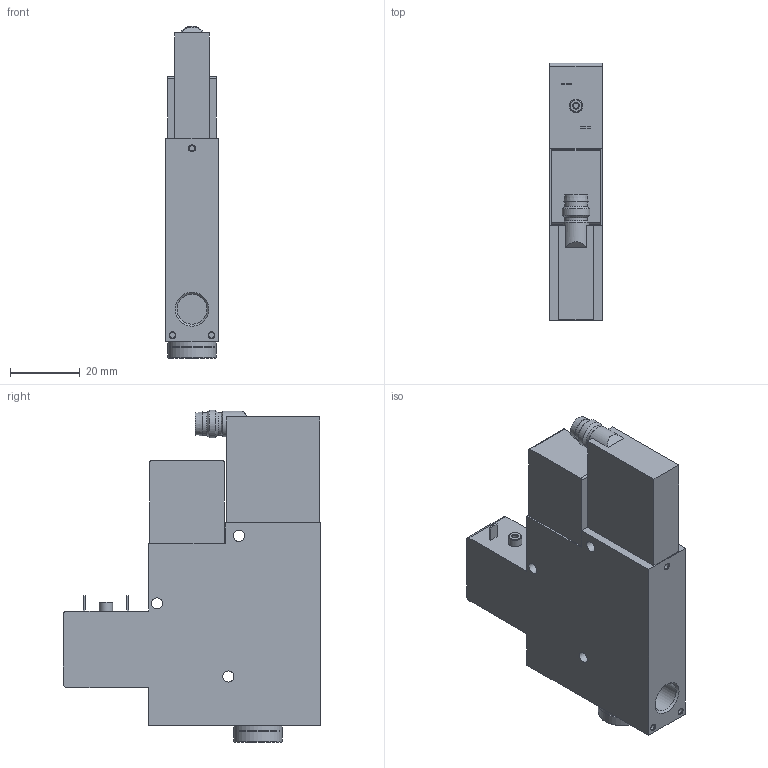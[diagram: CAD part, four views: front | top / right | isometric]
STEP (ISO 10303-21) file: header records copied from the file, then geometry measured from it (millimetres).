
FILE_DESCRIPTION(/* description */ ('STEP AP214'),/* implementation_level */ '2;1');
FILE_NAME(/* name */ '162515_VADM-70-N',/* time_stamp */ '2024-09-16T06:22:43+02:00',/* author */ ('License CC BY-ND 4.0'),/* organization */ ('CADENAS'),/* preprocessor_version */ 'ST-DEVELOPER v19.3',/* originating_system */ 'PARTsolutions',/* authorisation */ ' ');
FILE_SCHEMA (('AUTOMOTIVE_DESIGN {1 0 10303 214 3 1 1}'));
Length unit declared in the file: millimetre
Products named in the file (3): 162515 VADM-70-N---(0); 162515 VADM-70-N---(0_p); 3568 B-1/8
Assembly tree (2 placements, depth 2):
  162515 VADM-70-N---(0)
    162515 VADM-70-N---(0_p)
    3568 B-1/8
Bounding box: 15 x 73.9 x 95.3 mm (x, y, z)
Volume: 64577.5 mm3; surface area: 16780 mm2
Topology: 2 solids, 2 shells, 107 faces, 223 edges, 143 vertices
Faces by surface type: plane 61, cylinder 29, cone 16, torus 1
Full cylindrical faces by diameter (mm): 1 x4, 1.5 x1, 1.567 x3, 3.2 x3, 3.8 x1, 4.134 x1, 5.5 x1, 6.5 x3, 7.4 x1, 8 x1, 8.566 x2, 9.728 x1, 12.6 x1, 14 x2
Entity records: 3301 total; most frequent: DIRECTION 466, CARTESIAN_POINT 452, ORIENTED_EDGE 356, AXIS2_PLACEMENT_3D 184, EDGE_CURVE 178, EDGE_LOOP 178, FACE_BOUND 178, VERTEX_POINT 140
